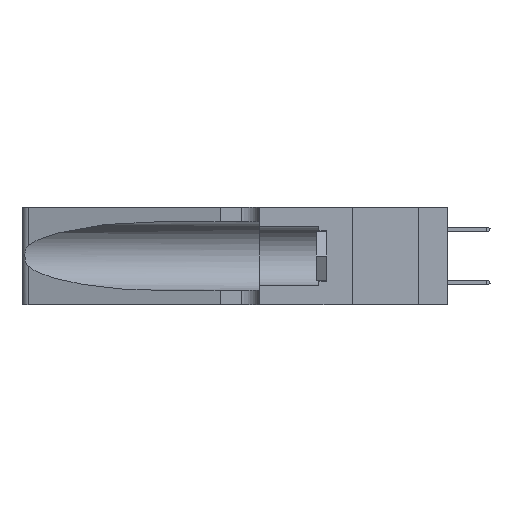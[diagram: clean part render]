
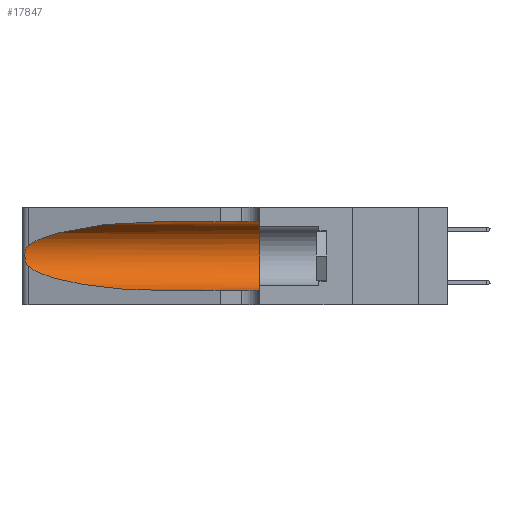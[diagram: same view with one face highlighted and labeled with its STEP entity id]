
A CAD part, left-side view. The second image highlights one B-rep face of the part: STEP entity #17847.
In plain terms, the highlighted cylindrical face has radius 3.308 mm (diameter 6.617 mm), a partial arc.
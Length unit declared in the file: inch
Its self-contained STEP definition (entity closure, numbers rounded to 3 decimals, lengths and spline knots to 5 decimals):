
#213 = VERTEX_POINT ( 'NONE', #22694 ) ;
#532 = CARTESIAN_POINT ( 'NONE',  ( 0.25787, 1.23484, 0.2124 ) ) ;
#672 = CARTESIAN_POINT ( 'NONE',  ( 0.26017, 1.23833, 0.17102 ) ) ;
#834 = EDGE_CURVE ( 'NONE', #24788, #14545, #17620, .T. ) ;
#849 = CARTESIAN_POINT ( 'NONE',  ( 0.1305, 0.72297, 0.05475 ) ) ;
#1762 = VERTEX_POINT ( 'NONE', #3328 ) ;
#2173 = CARTESIAN_POINT ( 'NONE',  ( 0.25487, 1.22718, 0.22369 ) ) ;
#2622 = EDGE_LOOP ( 'NONE', ( #10026, #12842, #24011, #24778, #18094, #13996 ) ) ;
#3034 = CARTESIAN_POINT ( 'NONE',  ( 0.1305, 1.61858, 0.31525 ) ) ;
#3328 = CARTESIAN_POINT ( 'NONE',  ( 0.25487, 1.22718, 0.14631 ) ) ;
#3994 = VECTOR ( 'NONE', #13543, 39.37008 ) ;
#4130 = CARTESIAN_POINT ( 'NONE',  ( 0.1305, 0.72297, 0.31525 ) ) ;
#4450 = CARTESIAN_POINT ( 'NONE',  ( 0.18966, 0.96281, 0.31525 ) ) ;
#5501 = CARTESIAN_POINT ( 'NONE',  ( 0.25487, 1.22718, 0.22369 ) ) ;
#5814 = CARTESIAN_POINT ( 'NONE',  ( 0.26075, 1.23896, 0.19203 ) ) ;
#6059 = B_SPLINE_CURVE_WITH_KNOTS ( 'NONE', 3,
 ( #9086, #13228, #11006, #532, #9105, #13810, #5814, #8623, #672, #13720, #17609, #15770, #11850, #11509 ),
 .UNSPECIFIED., .F., .F.,
 ( 4, 2, 2, 2, 2, 2, 4 ),
 ( 0., 0.00027, 0.00053, 0.00107, 0.0016, 0.00187, 0.00214 ),
 .UNSPECIFIED. ) ;
#6475 = DIRECTION ( 'NONE',  ( 0., 0., 1. ) ) ;
#7524 = VERTEX_POINT ( 'NONE', #9760 ) ;
#8267 = CARTESIAN_POINT ( 'NONE',  ( 0.2373, 1.15595, 0.28018 ) ) ;
#8623 = CARTESIAN_POINT ( 'NONE',  ( 0.26075, 1.23896, 0.178 ) ) ;
#8703 = DIRECTION ( 'NONE',  ( 0., -1., 0. ) ) ;
#9021 = DIRECTION ( 'NONE',  ( 0., -1., 0. ) ) ;
#9086 = CARTESIAN_POINT ( 'NONE',  ( 0.25487, 1.22718, 0.22369 ) ) ;
#9105 = CARTESIAN_POINT ( 'NONE',  ( 0.25854, 1.2359, 0.20912 ) ) ;
#9760 = CARTESIAN_POINT ( 'NONE',  ( 0.1305, 0.35, 0.31525 ) ) ;
#9795 = CARTESIAN_POINT ( 'NONE',  ( 0.1305, 0.72297, 0.31525 ) ) ;
#9941 = EDGE_CURVE ( 'NONE', #7524, #12885, #19335, .T. ) ;
#10026 = ORIENTED_EDGE ( 'NONE', *, *, #834, .T. ) ;
#10848 = CARTESIAN_POINT ( 'NONE',  ( 0.2373, 1.15595, 0.08982 ) ) ;
#11006 = CARTESIAN_POINT ( 'NONE',  ( 0.25639, 1.23184, 0.21858 ) ) ;
#11138 = CARTESIAN_POINT ( 'NONE',  ( 0.1305, 1.61858, 0.185 ) ) ;
#11509 = CARTESIAN_POINT ( 'NONE',  ( 0.25487, 1.22718, 0.14631 ) ) ;
#11850 = CARTESIAN_POINT ( 'NONE',  ( 0.25555, 1.22993, 0.14849 ) ) ;
#11994 = VECTOR ( 'NONE', #8703, 39.37008 ) ;
#12842 = ORIENTED_EDGE ( 'NONE', *, *, #19730, .T. ) ;
#12885 = VERTEX_POINT ( 'NONE', #19559 ) ;
#13228 = CARTESIAN_POINT ( 'NONE',  ( 0.25555, 1.22994, 0.2215 ) ) ;
#13543 = DIRECTION ( 'NONE',  ( 0., -1., 0. ) ) ;
#13720 = CARTESIAN_POINT ( 'NONE',  ( 0.25856, 1.23593, 0.16098 ) ) ;
#13810 = CARTESIAN_POINT ( 'NONE',  ( 0.26018, 1.23835, 0.19895 ) ) ;
#13996 = ORIENTED_EDGE ( 'NONE', *, *, #26041, .F. ) ;
#14545 = VERTEX_POINT ( 'NONE', #5501 ) ;
#15225 = DIRECTION ( 'NONE',  ( 0., 0., -1. ) ) ;
#15770 = CARTESIAN_POINT ( 'NONE',  ( 0.25639, 1.23186, 0.15144 ) ) ;
#15835 =( BOUNDED_CURVE ( )  B_SPLINE_CURVE ( 3, ( #21254, #10848, #21340, #849 ),
 .UNSPECIFIED., .F., .T. ) 
 B_SPLINE_CURVE_WITH_KNOTS ( ( 4, 4 ),
 ( 3.44316, 4.71239 ),
 .UNSPECIFIED. ) 
 CURVE ( )  GEOMETRIC_REPRESENTATION_ITEM ( )  RATIONAL_B_SPLINE_CURVE ( ( 1., 0.87, 0.87, 1. ) ) 
 REPRESENTATION_ITEM ( '' )  );
#16126 = FACE_OUTER_BOUND ( 'NONE', #2622, .T. ) ;
#16637 = EDGE_CURVE ( 'NONE', #1762, #213, #15835, .T. ) ;
#16938 = CARTESIAN_POINT ( 'NONE',  ( 0.1305, 0.35, 0.185 ) ) ;
#17609 = CARTESIAN_POINT ( 'NONE',  ( 0.25789, 1.23486, 0.15765 ) ) ;
#17620 =( BOUNDED_CURVE ( )  B_SPLINE_CURVE ( 3, ( #4130, #4450, #8267, #2173 ),
 .UNSPECIFIED., .F., .F. ) 
 B_SPLINE_CURVE_WITH_KNOTS ( ( 4, 4 ),
 ( 1.5708, 2.84003 ),
 .UNSPECIFIED. ) 
 CURVE ( )  GEOMETRIC_REPRESENTATION_ITEM ( )  RATIONAL_B_SPLINE_CURVE ( ( 1., 0.87, 0.87, 1. ) ) 
 REPRESENTATION_ITEM ( '' )  );
#17729 = CYLINDRICAL_SURFACE ( 'NONE', #17831, 0.13025 ) ;
#17831 = AXIS2_PLACEMENT_3D ( 'NONE', #11138, #9021, #15225 ) ;
#17847 = ADVANCED_FACE ( 'NONE', ( #16126 ), #17729, .F. ) ;
#18047 = LINE ( 'NONE', #24695, #11994 ) ;
#18094 = ORIENTED_EDGE ( 'NONE', *, *, #9941, .F. ) ;
#18730 = AXIS2_PLACEMENT_3D ( 'NONE', #16938, #20944, #6475 ) ;
#19335 = CIRCLE ( 'NONE', #18730, 0.13025 ) ;
#19559 = CARTESIAN_POINT ( 'NONE',  ( 0.1305, 0.35, 0.05475 ) ) ;
#19730 = EDGE_CURVE ( 'NONE', #14545, #1762, #6059, .T. ) ;
#20944 = DIRECTION ( 'NONE',  ( 0., 1., 0. ) ) ;
#21254 = CARTESIAN_POINT ( 'NONE',  ( 0.25487, 1.22718, 0.14631 ) ) ;
#21340 = CARTESIAN_POINT ( 'NONE',  ( 0.18966, 0.96281, 0.05475 ) ) ;
#21456 = LINE ( 'NONE', #3034, #3994 ) ;
#22694 = CARTESIAN_POINT ( 'NONE',  ( 0.1305, 0.72297, 0.05475 ) ) ;
#24011 = ORIENTED_EDGE ( 'NONE', *, *, #16637, .T. ) ;
#24569 = EDGE_CURVE ( 'NONE', #213, #12885, #18047, .T. ) ;
#24695 = CARTESIAN_POINT ( 'NONE',  ( 0.1305, 1.61858, 0.05475 ) ) ;
#24778 = ORIENTED_EDGE ( 'NONE', *, *, #24569, .T. ) ;
#24788 = VERTEX_POINT ( 'NONE', #9795 ) ;
#26041 = EDGE_CURVE ( 'NONE', #24788, #7524, #21456, .T. ) ;
